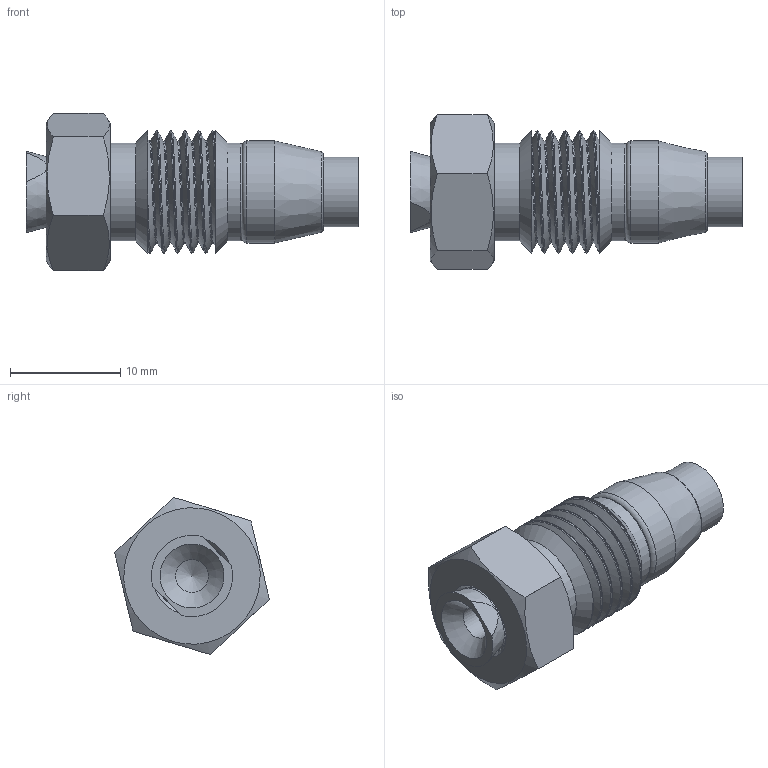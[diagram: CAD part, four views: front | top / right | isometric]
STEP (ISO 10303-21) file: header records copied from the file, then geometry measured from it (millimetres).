
FILE_DESCRIPTION((''),'2;1');
FILE_NAME('305037-ZP4 Plug.stp','2013-08-22T11:28:19',('Franzp'),(''),'Autodesk Inventor 2013','Autodesk Inventor 2013','');
FILE_SCHEMA(('AUTOMOTIVE_DESIGN { 1 0 10303 214 1 1 1 1 }'));
Length unit declared in the file: millimetre
Products named in the file (4): 305037; 311907; 310161; 310148
Assembly tree (3 placements, depth 2):
  305037
    311907
    310161
    310148
Bounding box: 30.15 x 14.03 x 14.28 mm (x, y, z)
Volume: 2190 mm3; surface area: 2957.5 mm2
Topology: 4 solids, 4 shells, 60 faces, 129 edges, 83 vertices
Faces by surface type: plane 22, cylinder 17, cone 12, bspline 6, torus 3
Full cylindrical faces by diameter (mm): 3 x1, 6.35 x2, 6.452 x1, 6.55 x1, 8.89 x2, 9.229 x2, 9.271 x1
Entity records: 3973 total; most frequent: CARTESIAN_POINT 2734, DIRECTION 238, ORIENTED_EDGE 196, AXIS2_PLACEMENT_3D 112, EDGE_CURVE 98, EDGE_LOOP 97, VERTEX_POINT 77, FACE_OUTER_BOUND 60
